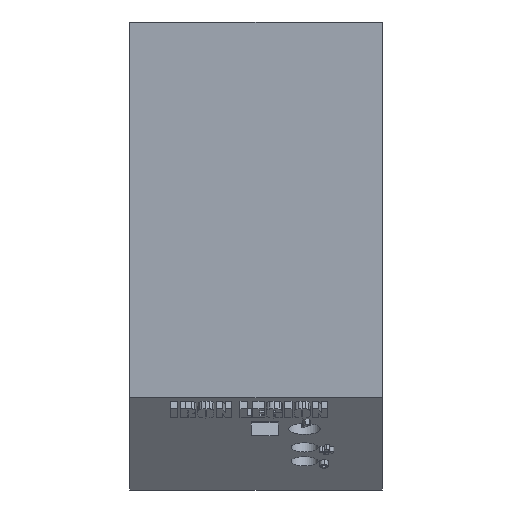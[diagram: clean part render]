
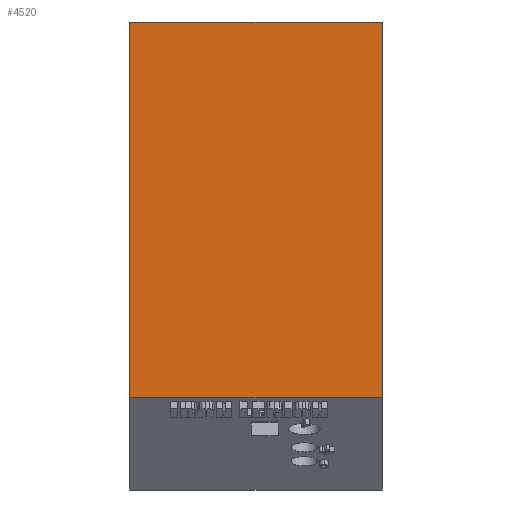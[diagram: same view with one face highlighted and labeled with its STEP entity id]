
A CAD part, top view. The second image highlights one B-rep face of the part: STEP entity #4520.
In plain terms, the highlighted planar face has unit normal (0, 0, 1).
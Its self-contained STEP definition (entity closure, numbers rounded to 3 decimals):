
#620=FACE_OUTER_BOUND('',#882,.T.);
#882=EDGE_LOOP('',(#4118,#4119,#4120,#4121));
#950=LINE('',#5735,#1384);
#1317=LINE('',#8391,#1751);
#1319=LINE('',#8395,#1753);
#1320=LINE('',#8396,#1754);
#1384=VECTOR('',#4807,10.);
#1751=VECTOR('',#5452,10.);
#1753=VECTOR('',#5456,10.);
#1754=VECTOR('',#5457,10.);
#1810=VERTEX_POINT('',#5732);
#1811=VERTEX_POINT('',#5734);
#2193=VERTEX_POINT('',#8389);
#2194=VERTEX_POINT('',#8394);
#2270=EDGE_CURVE('',#1810,#1811,#950,.T.);
#2841=EDGE_CURVE('',#1810,#2193,#1317,.T.);
#2843=EDGE_CURVE('',#2193,#2194,#1319,.T.);
#2844=EDGE_CURVE('',#1811,#2194,#1320,.T.);
#4118=ORIENTED_EDGE('',*,*,#2841,.T.);
#4119=ORIENTED_EDGE('',*,*,#2843,.T.);
#4120=ORIENTED_EDGE('',*,*,#2844,.F.);
#4121=ORIENTED_EDGE('',*,*,#2270,.F.);
#4281=PLANE('',#4700);
#4520=ADVANCED_FACE('',(#620),#4281,.T.);
#4700=AXIS2_PLACEMENT_3D('',#8393,#5454,#5455);
#4807=DIRECTION('',(-1.,0.,0.));
#5452=DIRECTION('',(0.,1.,0.));
#5454=DIRECTION('center_axis',(0.,0.,1.));
#5455=DIRECTION('ref_axis',(0.,1.,0.));
#5456=DIRECTION('',(-1.,0.,0.));
#5457=DIRECTION('',(0.,1.,0.));
#5732=CARTESIAN_POINT('',(63.923,-114.462,98.969));
#5734=CARTESIAN_POINT('',(-30.077,-114.462,98.969));
#5735=CARTESIAN_POINT('',(68.923,-114.462,98.969));
#8389=CARTESIAN_POINT('',(63.923,25.336,98.969));
#8391=CARTESIAN_POINT('',(63.923,-114.462,98.969));
#8393=CARTESIAN_POINT('Origin',(68.923,-114.462,98.969));
#8394=CARTESIAN_POINT('',(-30.077,25.336,98.969));
#8395=CARTESIAN_POINT('',(68.923,25.336,98.969));
#8396=CARTESIAN_POINT('',(-30.077,-114.462,98.969));
